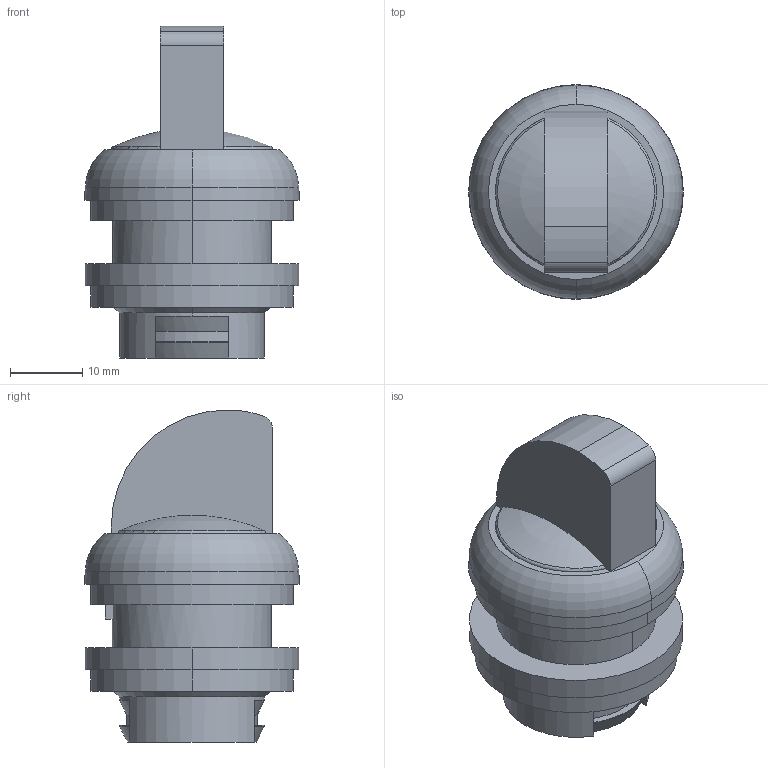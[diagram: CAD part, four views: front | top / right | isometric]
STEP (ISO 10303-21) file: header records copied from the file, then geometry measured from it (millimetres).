
FILE_DESCRIPTION(('HOOPS Exchange Step'),'2;1');
FILE_NAME('export-42EA4605-26ED-45E4-92D6-EC0C8E40FE39.stp','2023-07-07T15:48:30+02:00',('Engineering'),('Alibre'),'HOOPS Exchange 2021.0','Alibre','Unknown authorisation');
FILE_SCHEMA( ('AP242_MANAGED_MODEL_BASED_3D_ENGINEERING_MIM_LF {1 0 10303 442 1 1 4 }') );
Length unit declared in the file: millimetre
Products named in the file (1): 146 M22-WLK3-W Actuator 22mm Lucent White 3-way (216833) Momentary
Bounding box: 29.7 x 29.7 x 45.9 mm (x, y, z)
Volume: 17567.9 mm3; surface area: 4936.3 mm2
Topology: 1 solids, 1 shells, 58 faces, 147 edges, 98 vertices
Faces by surface type: plane 29, cylinder 15, cone 8, torus 4, sphere 2
Entity records: 1844 total; most frequent: CARTESIAN_POINT 341, DIRECTION 324, ORIENTED_EDGE 294, EDGE_CURVE 147, AXIS2_PLACEMENT_3D 129, VERTEX_POINT 98, CIRCLE 67, VECTOR 66
